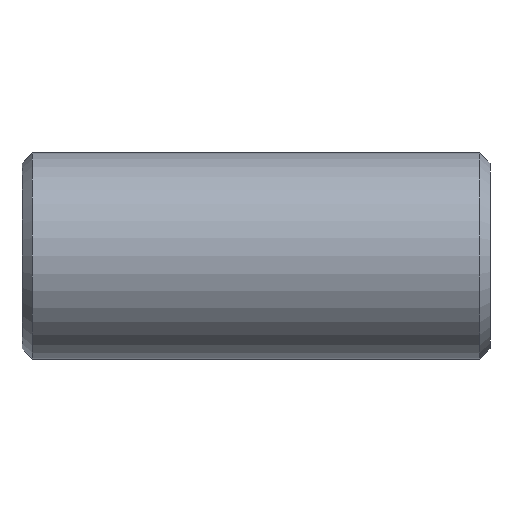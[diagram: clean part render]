
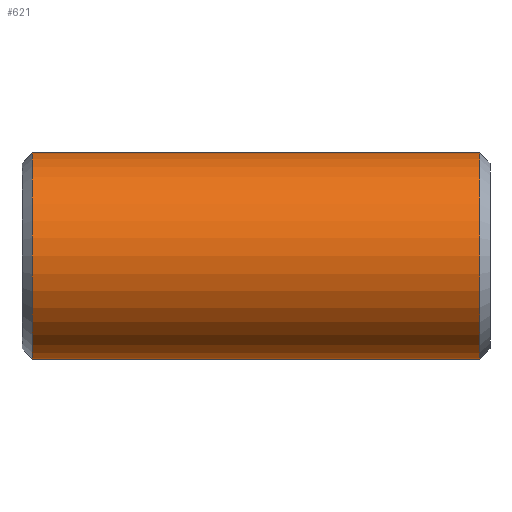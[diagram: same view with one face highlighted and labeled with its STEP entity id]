
A CAD part, front view. The second image highlights one B-rep face of the part: STEP entity #621.
In plain terms, the highlighted cylindrical face has radius 21.082 mm (diameter 42.164 mm), a partial arc.
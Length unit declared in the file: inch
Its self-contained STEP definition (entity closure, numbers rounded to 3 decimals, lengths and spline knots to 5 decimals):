
#32 = CARTESIAN_POINT ( 'NONE',  ( 1.79667, 0., -0.83 ) ) ;
#50 = EDGE_CURVE ( 'NONE', #639, #130, #277, .T. ) ;
#72 = CARTESIAN_POINT ( 'NONE',  ( 1.88, 0., 0. ) ) ;
#130 = VERTEX_POINT ( 'NONE', #316 ) ;
#157 = AXIS2_PLACEMENT_3D ( 'NONE', #516, #229, #519 ) ;
#166 = CIRCLE ( 'NONE', #511, 0.83 ) ;
#185 = CARTESIAN_POINT ( 'NONE',  ( 1.88, 0., 0.83 ) ) ;
#222 = DIRECTION ( 'NONE',  ( -1., 0., 0. ) ) ;
#229 = DIRECTION ( 'NONE',  ( 1., 0., 0. ) ) ;
#242 = ORIENTED_EDGE ( 'NONE', *, *, #50, .F. ) ;
#277 = LINE ( 'NONE', #745, #557 ) ;
#289 = ORIENTED_EDGE ( 'NONE', *, *, #324, .T. ) ;
#307 = LINE ( 'NONE', #185, #327 ) ;
#316 = CARTESIAN_POINT ( 'NONE',  ( -1.79667, 0., -0.83 ) ) ;
#324 = EDGE_CURVE ( 'NONE', #639, #747, #166, .T. ) ;
#327 = VECTOR ( 'NONE', #713, 39.37008 ) ;
#381 = DIRECTION ( 'NONE',  ( -1., 0., 0. ) ) ;
#412 = EDGE_LOOP ( 'NONE', ( #242, #289, #532, #548 ) ) ;
#417 = EDGE_CURVE ( 'NONE', #536, #130, #608, .T. ) ;
#427 = FACE_OUTER_BOUND ( 'NONE', #412, .T. ) ;
#446 = CARTESIAN_POINT ( 'NONE',  ( 1.79667, 0., 0. ) ) ;
#453 = AXIS2_PLACEMENT_3D ( 'NONE', #72, #717, #586 ) ;
#454 = DIRECTION ( 'NONE',  ( 0., 0., -1. ) ) ;
#511 = AXIS2_PLACEMENT_3D ( 'NONE', #446, #381, #454 ) ;
#516 = CARTESIAN_POINT ( 'NONE',  ( -1.79667, 0., 0. ) ) ;
#519 = DIRECTION ( 'NONE',  ( 0., 0., 1. ) ) ;
#532 = ORIENTED_EDGE ( 'NONE', *, *, #611, .T. ) ;
#536 = VERTEX_POINT ( 'NONE', #589 ) ;
#548 = ORIENTED_EDGE ( 'NONE', *, *, #417, .T. ) ;
#557 = VECTOR ( 'NONE', #222, 39.37008 ) ;
#586 = DIRECTION ( 'NONE',  ( 0., 0., 1. ) ) ;
#589 = CARTESIAN_POINT ( 'NONE',  ( -1.79667, 0., 0.83 ) ) ;
#608 = CIRCLE ( 'NONE', #157, 0.83 ) ;
#611 = EDGE_CURVE ( 'NONE', #747, #536, #307, .T. ) ;
#621 = ADVANCED_FACE ( 'NONE', ( #427 ), #644, .T. ) ;
#639 = VERTEX_POINT ( 'NONE', #32 ) ;
#644 = CYLINDRICAL_SURFACE ( 'NONE', #453, 0.83 ) ;
#713 = DIRECTION ( 'NONE',  ( -1., 0., 0. ) ) ;
#717 = DIRECTION ( 'NONE',  ( -1., 0., 0. ) ) ;
#745 = CARTESIAN_POINT ( 'NONE',  ( 1.88, 0., -0.83 ) ) ;
#747 = VERTEX_POINT ( 'NONE', #748 ) ;
#748 = CARTESIAN_POINT ( 'NONE',  ( 1.79667, 0., 0.83 ) ) ;
